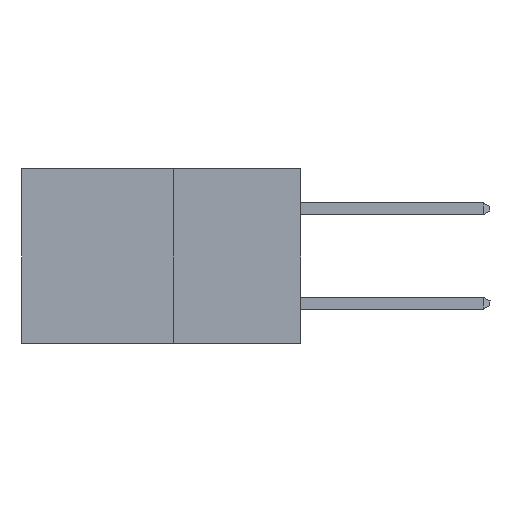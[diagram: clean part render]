
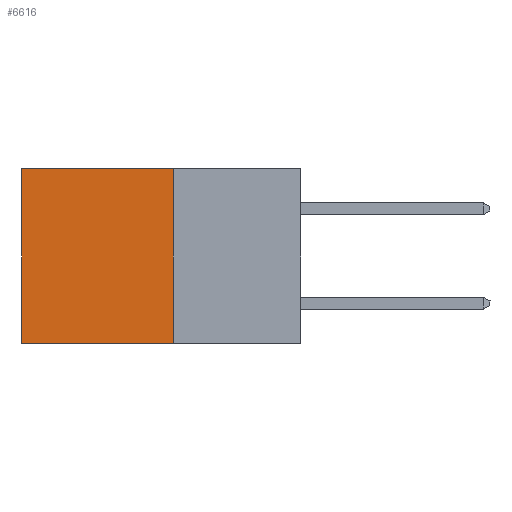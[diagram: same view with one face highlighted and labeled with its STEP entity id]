
A CAD part, left-side view. The second image highlights one B-rep face of the part: STEP entity #6616.
In plain terms, the highlighted planar face has unit normal (-1, 0, 0).
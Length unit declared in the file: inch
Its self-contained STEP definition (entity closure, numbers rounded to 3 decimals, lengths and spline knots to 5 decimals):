
#41 = VECTOR ( 'NONE', #19129, 39.37008 ) ;
#2755 = CARTESIAN_POINT ( 'NONE',  ( 0.277, 0.27, 0. ) ) ;
#3526 = PLANE ( 'NONE',  #19471 ) ;
#4536 = DIRECTION ( 'NONE',  ( 0., 1., 0. ) ) ;
#5752 = CARTESIAN_POINT ( 'NONE',  ( 0.277, 0.59, 0. ) ) ;
#5936 = ORIENTED_EDGE ( 'NONE', *, *, #9219, .T. ) ;
#6616 = ADVANCED_FACE ( 'NONE', ( #14010 ), #3526, .F. ) ;
#7380 = DIRECTION ( 'NONE',  ( 1., 0., 0. ) ) ;
#8108 = VERTEX_POINT ( 'NONE', #5752 ) ;
#8207 = CARTESIAN_POINT ( 'NONE',  ( 0.277, 0.27, -0.37 ) ) ;
#9219 = EDGE_CURVE ( 'NONE', #8108, #11569, #10874, .T. ) ;
#9445 = LINE ( 'NONE', #8207, #41 ) ;
#10287 = VECTOR ( 'NONE', #10978, 39.37008 ) ;
#10874 = LINE ( 'NONE', #22073, #10287 ) ;
#10978 = DIRECTION ( 'NONE',  ( 0., 0., -1. ) ) ;
#11569 = VERTEX_POINT ( 'NONE', #23011 ) ;
#12151 = VERTEX_POINT ( 'NONE', #2755 ) ;
#12196 = VECTOR ( 'NONE', #4536, 39.37008 ) ;
#13489 = EDGE_CURVE ( 'NONE', #12151, #14896, #16962, .T. ) ;
#13951 = CARTESIAN_POINT ( 'NONE',  ( 0.277, 0.27, -0.37 ) ) ;
#14008 = CARTESIAN_POINT ( 'NONE',  ( 0.277, 0.27, -0.37 ) ) ;
#14010 = FACE_OUTER_BOUND ( 'NONE', #14950, .T. ) ;
#14786 = EDGE_CURVE ( 'NONE', #14896, #11569, #9445, .T. ) ;
#14896 = VERTEX_POINT ( 'NONE', #13951 ) ;
#14949 = ORIENTED_EDGE ( 'NONE', *, *, #16948, .T. ) ;
#14950 = EDGE_LOOP ( 'NONE', ( #5936, #19478, #15747, #14949 ) ) ;
#15747 = ORIENTED_EDGE ( 'NONE', *, *, #13489, .F. ) ;
#15838 = DIRECTION ( 'NONE',  ( 0., 0., -1. ) ) ;
#16948 = EDGE_CURVE ( 'NONE', #12151, #8108, #17649, .T. ) ;
#16962 = LINE ( 'NONE', #14008, #18663 ) ;
#17649 = LINE ( 'NONE', #20937, #12196 ) ;
#18310 = CARTESIAN_POINT ( 'NONE',  ( 0.277, 0.27, -0.37 ) ) ;
#18663 = VECTOR ( 'NONE', #15838, 39.37008 ) ;
#19129 = DIRECTION ( 'NONE',  ( 0., 1., 0. ) ) ;
#19471 = AXIS2_PLACEMENT_3D ( 'NONE', #18310, #7380, #20109 ) ;
#19478 = ORIENTED_EDGE ( 'NONE', *, *, #14786, .F. ) ;
#20109 = DIRECTION ( 'NONE',  ( 0., 0., -1. ) ) ;
#20937 = CARTESIAN_POINT ( 'NONE',  ( 0.277, 0.27, 0. ) ) ;
#22073 = CARTESIAN_POINT ( 'NONE',  ( 0.277, 0.59, -0.37 ) ) ;
#23011 = CARTESIAN_POINT ( 'NONE',  ( 0.277, 0.59, -0.37 ) ) ;
